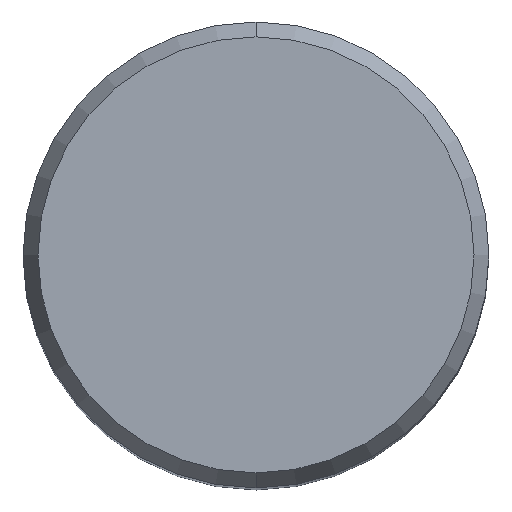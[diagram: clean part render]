
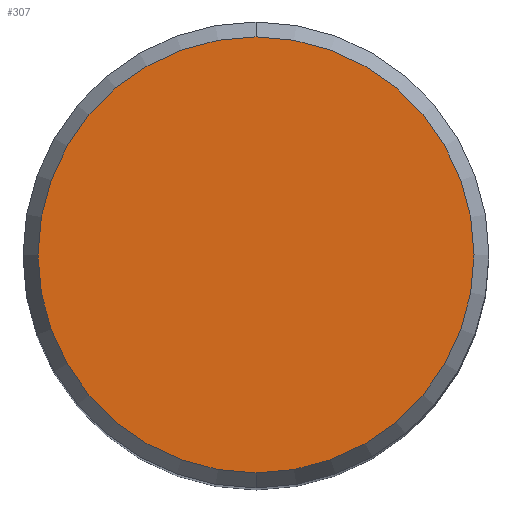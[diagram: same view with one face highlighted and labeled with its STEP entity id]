
A CAD part, top view. The second image highlights one B-rep face of the part: STEP entity #307.
In plain terms, the highlighted planar face has unit normal (0, 0, 1).
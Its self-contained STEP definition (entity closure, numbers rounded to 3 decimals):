
#191=VERTEX_POINT('',#486);
#307=ADVANCED_FACE('',(#610),#611,.T.);
#393=VERTEX_POINT('',#705);
#429=EDGE_CURVE('',#191,#393,#747,.T.);
#435=EDGE_CURVE('',#393,#191,#754,.T.);
#486=CARTESIAN_POINT('',(0.0,8.423,0.0));
#610=FACE_OUTER_BOUND('',#1160,.T.);
#611=PLANE('',#1161);
#705=CARTESIAN_POINT('',(0.,-8.423,0.0));
#747=CIRCLE('',#1429,8.423);
#754=CIRCLE('',#1437,8.423);
#1160=EDGE_LOOP('',(#1589,#1590));
#1161=AXIS2_PLACEMENT_3D('',#1591,#1592,#1593);
#1429=AXIS2_PLACEMENT_3D('',#1765,#1766,#1767);
#1437=AXIS2_PLACEMENT_3D('',#1776,#1777,#1778);
#1589=ORIENTED_EDGE('',*,*,#429,.F.);
#1590=ORIENTED_EDGE('',*,*,#435,.F.);
#1591=CARTESIAN_POINT('',(0.0,4.211,0.0));
#1592=DIRECTION('',(-0.0,0.0,1.0));
#1593=DIRECTION('',(0.0,-1.0,0.0));
#1765=CARTESIAN_POINT('',(0.0,0.0,0.0));
#1766=DIRECTION('',(0.0,0.0,-1.0));
#1767=DIRECTION('',(0.0,1.0,0.0));
#1776=CARTESIAN_POINT('',(0.0,0.0,0.0));
#1777=DIRECTION('',(0.0,0.0,-1.0));
#1778=DIRECTION('',(0.0,1.0,0.0));
